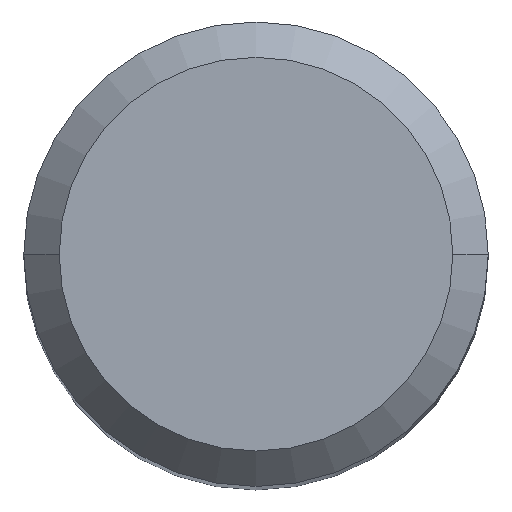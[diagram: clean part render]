
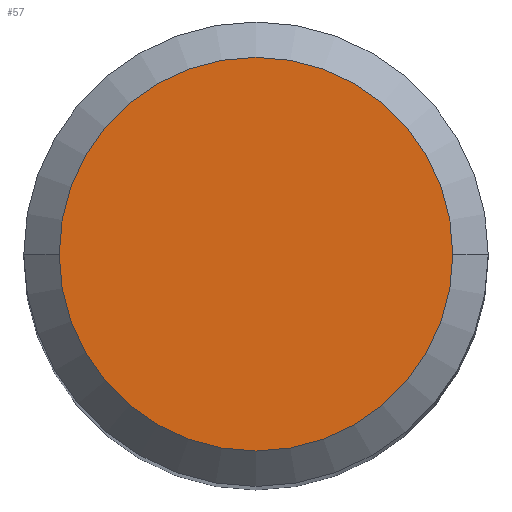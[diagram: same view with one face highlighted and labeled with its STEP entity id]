
A CAD part, top view. The second image highlights one B-rep face of the part: STEP entity #57.
In plain terms, the highlighted planar face has unit normal (0, 0, 1).
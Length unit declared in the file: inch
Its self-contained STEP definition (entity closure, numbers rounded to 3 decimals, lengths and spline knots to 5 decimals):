
#2 = CIRCLE ( 'NONE', #137, 0.16685 ) ;
#18 = VERTEX_POINT ( 'NONE', #65 ) ;
#20 = AXIS2_PLACEMENT_3D ( 'NONE', #234, #147, #63 ) ;
#43 = DIRECTION ( 'NONE',  ( 0., 0., 1. ) ) ;
#55 = CARTESIAN_POINT ( 'NONE',  ( 0., 0., 1.77165 ) ) ;
#57 = ADVANCED_FACE ( 'N', ( #248 ), #251, .T. ) ;
#63 = DIRECTION ( 'NONE',  ( -1., 0., 0. ) ) ;
#65 = CARTESIAN_POINT ( 'NONE',  ( -0.16685, 0., 1.77165 ) ) ;
#68 = EDGE_CURVE ( 'NONE', #18, #80, #238, .T. ) ;
#80 = VERTEX_POINT ( 'NONE', #86 ) ;
#86 = CARTESIAN_POINT ( 'NONE',  ( 0.16685, 0., 1.77165 ) ) ;
#112 = DIRECTION ( 'NONE',  ( -1., 0., 0. ) ) ;
#137 = AXIS2_PLACEMENT_3D ( 'NONE', #55, #201, #112 ) ;
#147 = DIRECTION ( 'NONE',  ( 0., 0., -1. ) ) ;
#159 = ORIENTED_EDGE ( 'NONE', *, *, #68, .F. ) ;
#178 = EDGE_LOOP ( 'NONE', ( #159, #273 ) ) ;
#195 = CARTESIAN_POINT ( 'NONE',  ( 0., 0., 1.77165 ) ) ;
#201 = DIRECTION ( 'NONE',  ( 0., 0., -1. ) ) ;
#211 = AXIS2_PLACEMENT_3D ( 'NONE', #195, #43, #216 ) ;
#216 = DIRECTION ( 'NONE',  ( 1., 0., 0. ) ) ;
#227 = EDGE_CURVE ( 'NONE', #80, #18, #2, .T. ) ;
#234 = CARTESIAN_POINT ( 'NONE',  ( 0., 0., 1.77165 ) ) ;
#238 = CIRCLE ( 'NONE', #20, 0.16685 ) ;
#248 = FACE_OUTER_BOUND ( 'NONE', #178, .T. ) ;
#251 = PLANE ( 'NONE',  #211 ) ;
#273 = ORIENTED_EDGE ( 'NONE', *, *, #227, .F. ) ;
